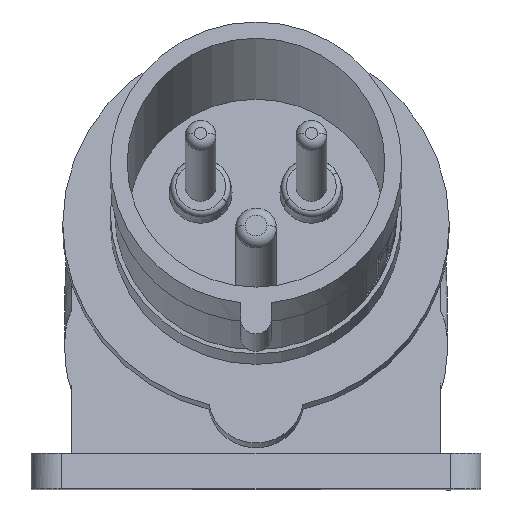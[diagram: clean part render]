
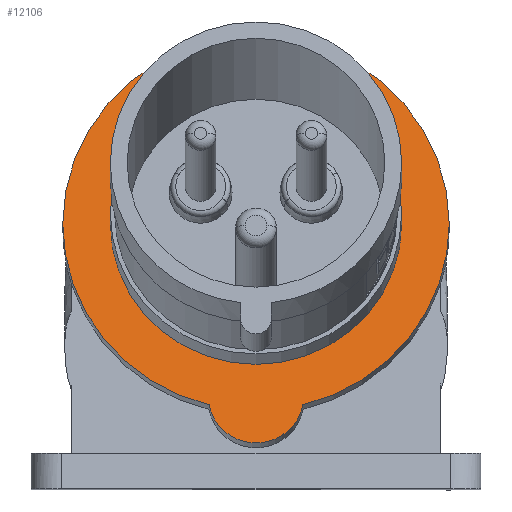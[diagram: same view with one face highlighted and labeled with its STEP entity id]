
A CAD part, top view. The second image highlights one B-rep face of the part: STEP entity #12106.
In plain terms, the highlighted planar face has unit normal (0, 0.259, 0.966).
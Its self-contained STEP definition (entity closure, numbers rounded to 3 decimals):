
#669 = DIRECTION ( 'NONE',  ( 0., -0.259, -0.966 ) ) ;
#808 = ORIENTED_EDGE ( 'NONE', *, *, #6246, .F. ) ;
#1258 = VERTEX_POINT ( 'NONE', #22853 ) ;
#1661 = AXIS2_PLACEMENT_3D ( 'NONE', #4190, #2708, #19343 ) ;
#2175 = DIRECTION ( 'NONE',  ( -1., 0., 0. ) ) ;
#2457 = CARTESIAN_POINT ( 'NONE',  ( 205.069, -13.639, 61.327 ) ) ;
#2460 = CIRCLE ( 'NONE', #18187, 9.3 ) ;
#2665 = VERTEX_POINT ( 'NONE', #18873 ) ;
#2687 = CARTESIAN_POINT ( 'NONE',  ( 214.235, -76.59, 78.195 ) ) ;
#2708 = DIRECTION ( 'NONE',  ( 0., -0.259, -0.966 ) ) ;
#4066 = FACE_OUTER_BOUND ( 'NONE', #23039, .T. ) ;
#4190 = CARTESIAN_POINT ( 'NONE',  ( 205.069, -41.168, 68.704 ) ) ;
#4260 = AXIS2_PLACEMENT_3D ( 'NONE', #23119, #17711, #10098 ) ;
#4432 = FACE_BOUND ( 'NONE', #9582, .T. ) ;
#5524 = VERTEX_POINT ( 'NONE', #20449 ) ;
#6246 = EDGE_CURVE ( 'NONE', #12022, #2665, #15753, .T. ) ;
#6346 = ORIENTED_EDGE ( 'NONE', *, *, #20357, .T. ) ;
#6728 = DIRECTION ( 'NONE',  ( 0., 0.259, 0.966 ) ) ;
#8085 = CARTESIAN_POINT ( 'NONE',  ( 205.069, -41.168, 68.704 ) ) ;
#8200 = CIRCLE ( 'NONE', #4260, 28.5 ) ;
#8714 = DIRECTION ( 'NONE',  ( -1., 0., 0. ) ) ;
#8760 = CIRCLE ( 'NONE', #1661, 37.8 ) ;
#9202 = EDGE_CURVE ( 'NONE', #2665, #10797, #8760, .T. ) ;
#9453 = AXIS2_PLACEMENT_3D ( 'NONE', #14406, #16396, #10971 ) ;
#9582 = EDGE_LOOP ( 'NONE', ( #6346, #17348 ) ) ;
#9989 = DIRECTION ( 'NONE',  ( 0., 0.259, 0.966 ) ) ;
#10098 = DIRECTION ( 'NONE',  ( -1., 0., 0. ) ) ;
#10102 = PLANE ( 'NONE',  #18804 ) ;
#10221 = AXIS2_PLACEMENT_3D ( 'NONE', #8085, #669, #2175 ) ;
#10797 = VERTEX_POINT ( 'NONE', #2687 ) ;
#10971 = DIRECTION ( 'NONE',  ( -1., 0., 0. ) ) ;
#11574 = DIRECTION ( 'NONE',  ( 1., 0., 0. ) ) ;
#11790 = CIRCLE ( 'NONE', #10221, 28.5 ) ;
#12022 = VERTEX_POINT ( 'NONE', #17109 ) ;
#12106 = ADVANCED_FACE ( 'NONE', ( #4432, #4066 ), #10102, .T. ) ;
#12548 = ORIENTED_EDGE ( 'NONE', *, *, #17830, .T. ) ;
#13782 = AXIS2_PLACEMENT_3D ( 'NONE', #16590, #14250, #8714 ) ;
#13899 = EDGE_CURVE ( 'NONE', #1258, #12022, #21988, .T. ) ;
#14250 = DIRECTION ( 'NONE',  ( 0., -0.259, -0.966 ) ) ;
#14406 = CARTESIAN_POINT ( 'NONE',  ( 205.069, -41.168, 68.704 ) ) ;
#15460 = ORIENTED_EDGE ( 'NONE', *, *, #9202, .F. ) ;
#15753 = CIRCLE ( 'NONE', #13782, 37.8 ) ;
#16396 = DIRECTION ( 'NONE',  ( 0., -0.259, -0.966 ) ) ;
#16590 = CARTESIAN_POINT ( 'NONE',  ( 205.069, -41.168, 68.704 ) ) ;
#17109 = CARTESIAN_POINT ( 'NONE',  ( 167.269, -41.168, 68.704 ) ) ;
#17204 = ORIENTED_EDGE ( 'NONE', *, *, #13899, .F. ) ;
#17348 = ORIENTED_EDGE ( 'NONE', *, *, #21885, .T. ) ;
#17711 = DIRECTION ( 'NONE',  ( 0., -0.259, -0.966 ) ) ;
#17830 = EDGE_CURVE ( 'NONE', #1258, #10797, #2460, .T. ) ;
#18187 = AXIS2_PLACEMENT_3D ( 'NONE', #21745, #6728, #19896 ) ;
#18804 = AXIS2_PLACEMENT_3D ( 'NONE', #2457, #9989, #11574 ) ;
#18873 = CARTESIAN_POINT ( 'NONE',  ( 242.869, -41.168, 68.704 ) ) ;
#19343 = DIRECTION ( 'NONE',  ( -1., 0., 0. ) ) ;
#19513 = VERTEX_POINT ( 'NONE', #20276 ) ;
#19896 = DIRECTION ( 'NONE',  ( 1., 0., 0. ) ) ;
#20276 = CARTESIAN_POINT ( 'NONE',  ( 176.569, -41.168, 68.704 ) ) ;
#20357 = EDGE_CURVE ( 'NONE', #19513, #5524, #8200, .T. ) ;
#20449 = CARTESIAN_POINT ( 'NONE',  ( 233.569, -41.168, 68.704 ) ) ;
#21745 = CARTESIAN_POINT ( 'NONE',  ( 205.069, -75.072, 77.788 ) ) ;
#21885 = EDGE_CURVE ( 'NONE', #5524, #19513, #11790, .T. ) ;
#21988 = CIRCLE ( 'NONE', #9453, 37.8 ) ;
#22853 = CARTESIAN_POINT ( 'NONE',  ( 195.903, -76.59, 78.195 ) ) ;
#23039 = EDGE_LOOP ( 'NONE', ( #17204, #12548, #15460, #808 ) ) ;
#23119 = CARTESIAN_POINT ( 'NONE',  ( 205.069, -41.168, 68.704 ) ) ;
